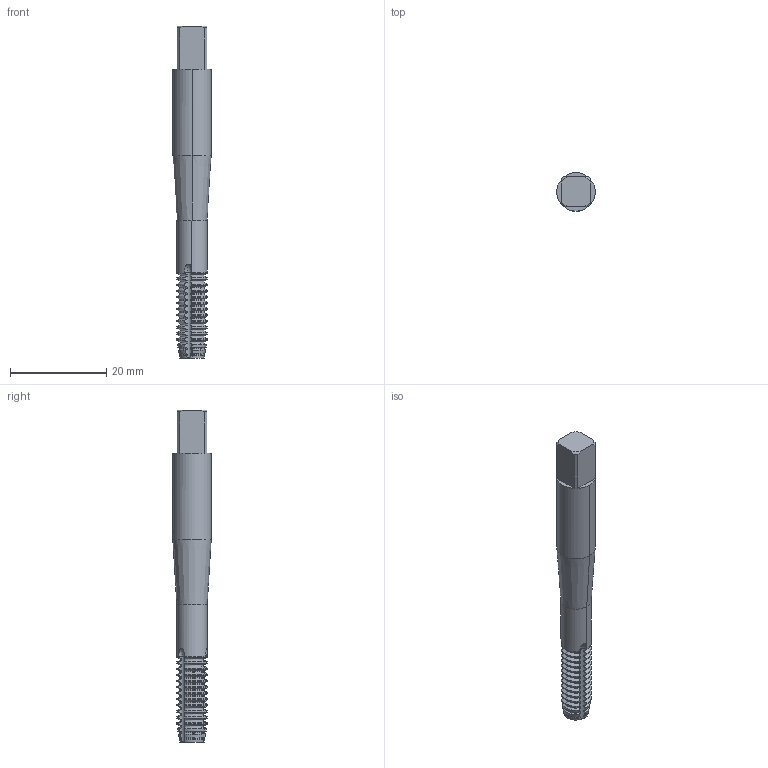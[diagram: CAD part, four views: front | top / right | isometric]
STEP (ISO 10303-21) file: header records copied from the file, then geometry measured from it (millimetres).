
FILE_DESCRIPTION(('no description'),'unknown implementation level');
FILE_NAME('1832000-Detail.stp',' ',('CIM GmbH Aachen'),('CADClick - KiM GmbH - www.kimweb.de'),'unknown preprocess','ACIS','unknown authorization');
FILE_SCHEMA(('automotive_design'));
Length unit declared in the file: millimetre
Products named in the file (2): 1; 2
Bounding box: 8 x 8 x 69.1 mm (x, y, z)
Volume: 2559.4 mm3; surface area: 2241.7 mm2
Topology: 2 solids, 2 shells, 388 faces, 1082 edges, 698 vertices
Faces by surface type: cone 174, cylinder 152, plane 56, torus 6
Entity records: 26016 total; most frequent: CARTESIAN_POINT 4153, STYLED_ITEM 2170, PRESENTATION_STYLE_ASSIGNMENT 2170, COLOUR_RGB 2170, ORIENTED_EDGE 2164, DIRECTION 2008, EDGE_CURVE 1082, CURVE_STYLE 1082
